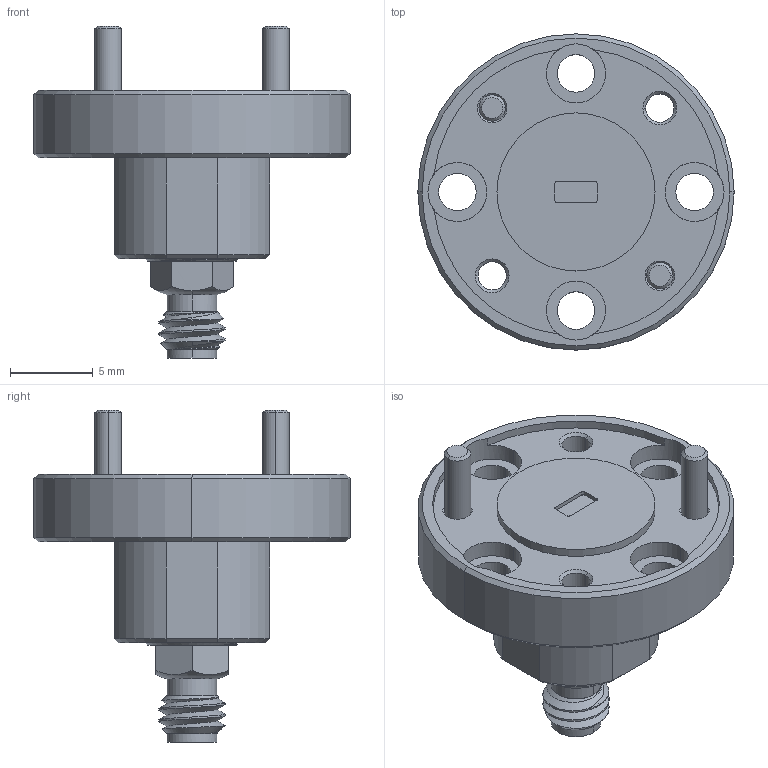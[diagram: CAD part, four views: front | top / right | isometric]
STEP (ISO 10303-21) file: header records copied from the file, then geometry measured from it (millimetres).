
FILE_DESCRIPTION (( 'STEP AP203' ), '1' );
FILE_NAME ('SWC-101F-E1.STEP', '2024-09-23T19:35:35', ( '' ), ( '' ), 'SwSTEP 2.0', 'SolidWorks 2021', '' );
FILE_SCHEMA (( 'CONFIG_CONTROL_DESIGN' ));
Length unit declared in the file: inch
Products named in the file (1): SWC-101F-E1
Bounding box: 19.05 x 19.05 x 20 mm (x, y, z)
Volume: 1506 mm3; surface area: 1348 mm2
Topology: 3 solids, 3 shells, 136 faces, 341 edges, 218 vertices
Faces by surface type: cylinder 56, cone 37, plane 37, bspline 4, torus 2
Entity records: 5238 total; most frequent: CARTESIAN_POINT 1876, DIRECTION 701, ORIENTED_EDGE 682, EDGE_CURVE 341, AXIS2_PLACEMENT_3D 286, VERTEX_POINT 218, EDGE_LOOP 159, CIRCLE 153
